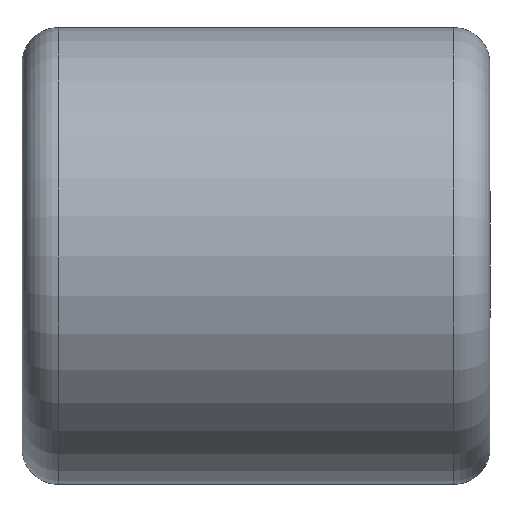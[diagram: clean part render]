
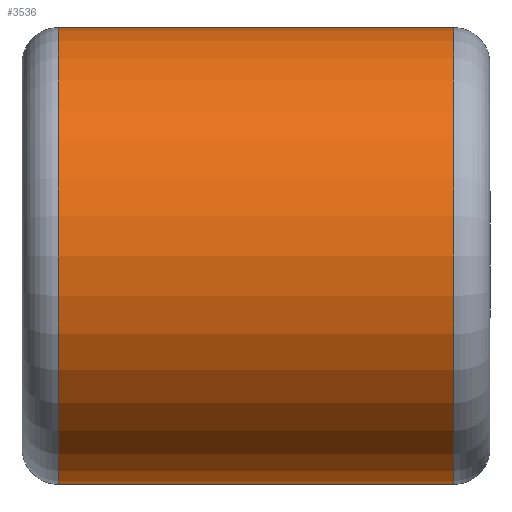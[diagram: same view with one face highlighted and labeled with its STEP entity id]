
A CAD part, front view. The second image highlights one B-rep face of the part: STEP entity #3536.
In plain terms, the highlighted cylindrical face has radius 41 mm (diameter 82 mm), a partial arc.
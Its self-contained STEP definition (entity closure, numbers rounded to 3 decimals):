
#65 = CARTESIAN_POINT ( 'NONE',  ( 35.5, 0., 332.987 ) ) ;
#167 = VECTOR ( 'NONE', #813, 1000. ) ;
#509 = CARTESIAN_POINT ( 'NONE',  ( -35.5, 0., 250.987 ) ) ;
#642 = CARTESIAN_POINT ( 'NONE',  ( 35.5, 0., 291.987 ) ) ;
#737 = ORIENTED_EDGE ( 'NONE', *, *, #6179, .F. ) ;
#813 = DIRECTION ( 'NONE',  ( -1., 0., 0. ) ) ;
#1247 = VERTEX_POINT ( 'NONE', #65 ) ;
#1267 = EDGE_CURVE ( 'NONE', #4188, #1247, #4733, .T. ) ;
#1469 = DIRECTION ( 'NONE',  ( 0., 0., 1. ) ) ;
#1545 = DIRECTION ( 'NONE',  ( 0., 0., 1. ) ) ;
#1556 = CARTESIAN_POINT ( 'NONE',  ( -57.637, 0., 291.987 ) ) ;
#1879 = CYLINDRICAL_SURFACE ( 'NONE', #4547, 41. ) ;
#2213 = LINE ( 'NONE', #4203, #167 ) ;
#2288 = FACE_OUTER_BOUND ( 'NONE', #5379, .T. ) ;
#2326 = CIRCLE ( 'NONE', #5959, 41. ) ;
#2770 = EDGE_CURVE ( 'NONE', #4669, #6303, #2326, .T. ) ;
#2951 = CARTESIAN_POINT ( 'NONE',  ( -35.5, 0., 332.987 ) ) ;
#3181 = AXIS2_PLACEMENT_3D ( 'NONE', #642, #5477, #1545 ) ;
#3365 = DIRECTION ( 'NONE',  ( 0., 0., -1. ) ) ;
#3536 = ADVANCED_FACE ( 'NONE', ( #2288 ), #1879, .T. ) ;
#3592 = CARTESIAN_POINT ( 'NONE',  ( 35.5, 0., 250.987 ) ) ;
#3637 = DIRECTION ( 'NONE',  ( -1., 0., 0. ) ) ;
#3921 = DIRECTION ( 'NONE',  ( -1., 0., 0. ) ) ;
#4042 = ORIENTED_EDGE ( 'NONE', *, *, #2770, .T. ) ;
#4188 = VERTEX_POINT ( 'NONE', #3592 ) ;
#4203 = CARTESIAN_POINT ( 'NONE',  ( -57.637, 0., 332.987 ) ) ;
#4547 = AXIS2_PLACEMENT_3D ( 'NONE', #1556, #3921, #1469 ) ;
#4623 = LINE ( 'NONE', #4971, #5286 ) ;
#4669 = VERTEX_POINT ( 'NONE', #2951 ) ;
#4733 = CIRCLE ( 'NONE', #3181, 41. ) ;
#4829 = EDGE_CURVE ( 'NONE', #1247, #4669, #2213, .T. ) ;
#4840 = DIRECTION ( 'NONE',  ( 1., 0., 0. ) ) ;
#4971 = CARTESIAN_POINT ( 'NONE',  ( -57.637, 0., 250.987 ) ) ;
#5286 = VECTOR ( 'NONE', #3637, 1000. ) ;
#5379 = EDGE_LOOP ( 'NONE', ( #737, #6244, #6014, #4042 ) ) ;
#5449 = CARTESIAN_POINT ( 'NONE',  ( -35.5, 0., 291.987 ) ) ;
#5477 = DIRECTION ( 'NONE',  ( -1., 0., 0. ) ) ;
#5959 = AXIS2_PLACEMENT_3D ( 'NONE', #5449, #4840, #3365 ) ;
#6014 = ORIENTED_EDGE ( 'NONE', *, *, #4829, .T. ) ;
#6179 = EDGE_CURVE ( 'NONE', #4188, #6303, #4623, .T. ) ;
#6244 = ORIENTED_EDGE ( 'NONE', *, *, #1267, .T. ) ;
#6303 = VERTEX_POINT ( 'NONE', #509 ) ;
